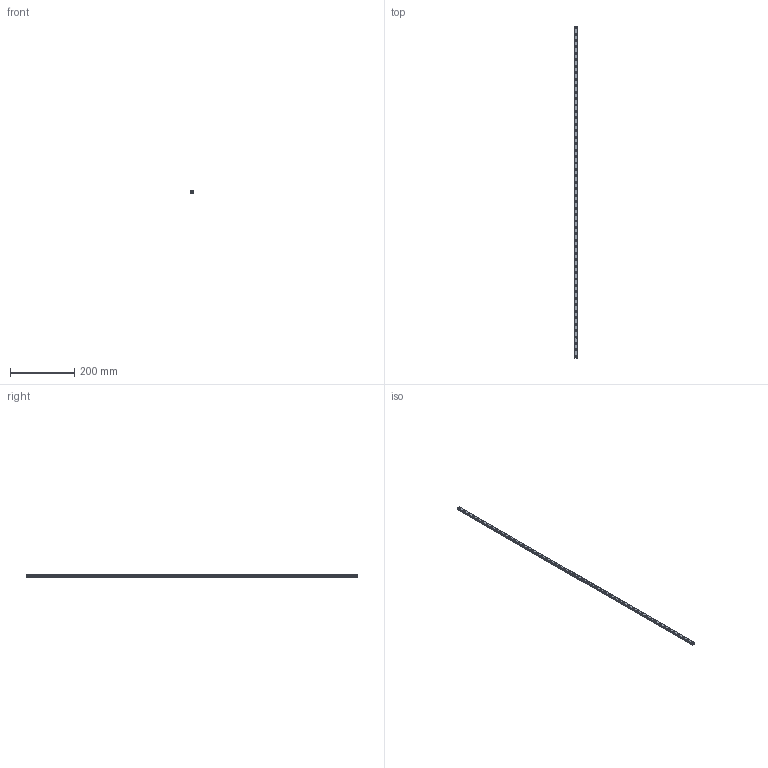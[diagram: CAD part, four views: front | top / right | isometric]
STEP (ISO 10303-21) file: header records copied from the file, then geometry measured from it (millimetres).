
FILE_DESCRIPTION(('STEP AP214'),'1');
FILE_NAME('cctmp_02E63615-834F-41CD-ACBA-00734E257EF2_2021_02_18_14_19_48_0352..stp','2021-02-18T13:19:48',('HIWIN GmbH'),('CADClick - www.CADClick.com'),'Spatial InterOp 3D',' ','unknown authorization');
FILE_SCHEMA(('AUTOMOTIVE_DESIGN'));
Length unit declared in the file: millimetre
Products named in the file (1): MGNR09R1030CM_FILE
Bounding box: 9 x 1030 x 6.5 mm (x, y, z)
Volume: 50901.5 mm3; surface area: 41748.3 mm2
Topology: 1 solids, 1 shells, 563 faces, 1203 edges, 802 vertices
Faces by surface type: cylinder 328, plane 235
Entity records: 20041 total; most frequent: DIRECTION 2987, CARTESIAN_POINT 2569, ORIENTED_EDGE 2406, AXIS2_PLACEMENT_3D 1220, EDGE_CURVE 1203, VERTEX_POINT 802, EDGE_LOOP 723, CIRCLE 656
